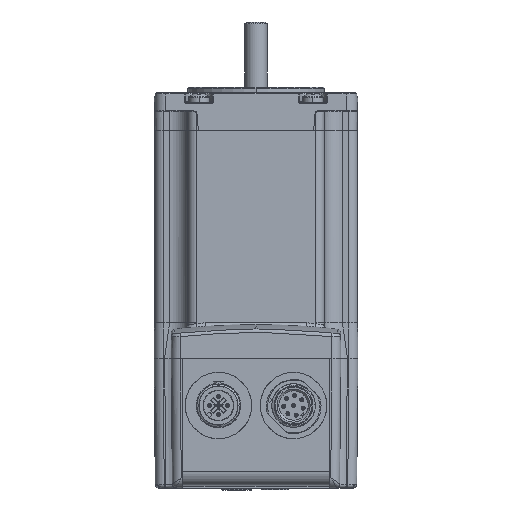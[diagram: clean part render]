
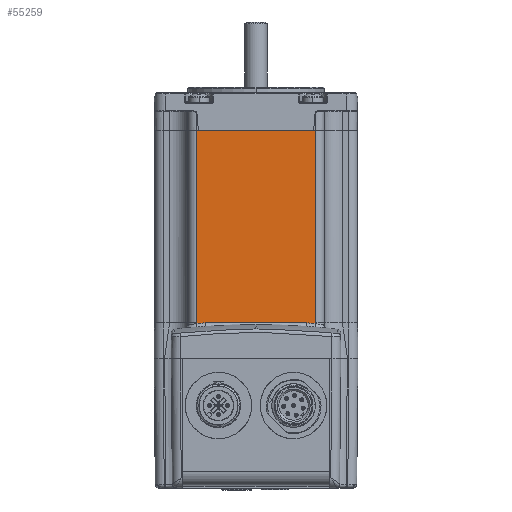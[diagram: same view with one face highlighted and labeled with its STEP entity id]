
A CAD part, left-side view. The second image highlights one B-rep face of the part: STEP entity #55259.
In plain terms, the highlighted planar face has unit normal (-1, 0, 0).
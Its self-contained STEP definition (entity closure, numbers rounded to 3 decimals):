
#243 = DIRECTION ( 'NONE',  ( 1., 0., 0. ) ) ;
#656 = DIRECTION ( 'NONE',  ( 0., 0., -1. ) ) ;
#736 = EDGE_CURVE ( 'NONE', #15914, #66004, #64780, .T. ) ;
#1490 = DIRECTION ( 'NONE',  ( 0., -1., 0. ) ) ;
#3063 = EDGE_LOOP ( 'NONE', ( #25877, #66398, #61806, #69434, #65784, #13375, #12625, #51164, #30415, #41144, #47340, #40479 ) ) ;
#4545 = LINE ( 'NONE', #27071, #50248 ) ;
#4640 = LINE ( 'NONE', #60516, #13678 ) ;
#6050 = LINE ( 'NONE', #63020, #8923 ) ;
#7002 = EDGE_CURVE ( 'NONE', #73212, #66042, #4640, .T. ) ;
#8772 = VECTOR ( 'NONE', #34863, 1000. ) ;
#8923 = VECTOR ( 'NONE', #52688, 1000. ) ;
#9597 = VECTOR ( 'NONE', #1490, 1000. ) ;
#9611 = CARTESIAN_POINT ( 'NONE',  ( -28.2, 0., -243. ) ) ;
#10533 = CARTESIAN_POINT ( 'NONE',  ( -28.2, 14.133, -43. ) ) ;
#11202 = EDGE_CURVE ( 'NONE', #25048, #55511, #33843, .T. ) ;
#11549 = CARTESIAN_POINT ( 'NONE',  ( -28.2, 16.475, -43. ) ) ;
#12311 = LINE ( 'NONE', #67865, #8772 ) ;
#12625 = ORIENTED_EDGE ( 'NONE', *, *, #7002, .T. ) ;
#13234 = VECTOR ( 'NONE', #41718, 1000. ) ;
#13375 = ORIENTED_EDGE ( 'NONE', *, *, #54821, .F. ) ;
#13678 = VECTOR ( 'NONE', #55363, 1000. ) ;
#13922 = VERTEX_POINT ( 'NONE', #61261 ) ;
#14294 = CARTESIAN_POINT ( 'NONE',  ( -28.2, -16.475, -43. ) ) ;
#15914 = VERTEX_POINT ( 'NONE', #29565 ) ;
#18834 = LINE ( 'NONE', #47039, #68526 ) ;
#18983 = EDGE_CURVE ( 'NONE', #58067, #28225, #69645, .T. ) ;
#20504 = CARTESIAN_POINT ( 'NONE',  ( -28.2, 16.501, -43.181 ) ) ;
#21144 = CARTESIAN_POINT ( 'NONE',  ( -28.2, -16.019, 10.5 ) ) ;
#24861 = CARTESIAN_POINT ( 'NONE',  ( -28.2, 16.5, 10.5 ) ) ;
#25048 = VERTEX_POINT ( 'NONE', #47156 ) ;
#25877 = ORIENTED_EDGE ( 'NONE', *, *, #11202, .T. ) ;
#27071 = CARTESIAN_POINT ( 'NONE',  ( -28.2, 16.225, -41.22 ) ) ;
#27673 = FACE_OUTER_BOUND ( 'NONE', #3063, .T. ) ;
#28225 = VERTEX_POINT ( 'NONE', #10533 ) ;
#28743 = EDGE_CURVE ( 'NONE', #66004, #70456, #49912, .T. ) ;
#29565 = CARTESIAN_POINT ( 'NONE',  ( -28.2, 16.019, 10.5 ) ) ;
#30415 = ORIENTED_EDGE ( 'NONE', *, *, #46797, .T. ) ;
#31305 = LINE ( 'NONE', #48035, #13234 ) ;
#32230 = CARTESIAN_POINT ( 'NONE',  ( -28.2, 16.5, -43. ) ) ;
#33843 = LINE ( 'NONE', #56500, #55145 ) ;
#34863 = DIRECTION ( 'NONE',  ( 0., -1., 0. ) ) ;
#35849 = CARTESIAN_POINT ( 'NONE',  ( -28.2, 0., -243. ) ) ;
#38445 = VERTEX_POINT ( 'NONE', #11549 ) ;
#38839 = EDGE_CURVE ( 'NONE', #55511, #43116, #18834, .T. ) ;
#39862 = PLANE ( 'NONE',  #64515 ) ;
#40479 = ORIENTED_EDGE ( 'NONE', *, *, #54398, .T. ) ;
#41144 = ORIENTED_EDGE ( 'NONE', *, *, #18983, .T. ) ;
#41718 = DIRECTION ( 'NONE',  ( 0., 0., -1. ) ) ;
#42078 = EDGE_CURVE ( 'NONE', #28225, #13922, #70145, .T. ) ;
#43116 = VERTEX_POINT ( 'NONE', #54971 ) ;
#43985 = CARTESIAN_POINT ( 'NONE',  ( -28.2, -16.5, 10.5 ) ) ;
#44310 = AXIS2_PLACEMENT_3D ( 'NONE', #9611, #243, #54456 ) ;
#46797 = EDGE_CURVE ( 'NONE', #38445, #58067, #4545, .T. ) ;
#47039 = CARTESIAN_POINT ( 'NONE',  ( -28.2, -16.5, -43. ) ) ;
#47061 = CARTESIAN_POINT ( 'NONE',  ( -28.2, 28.2, 10.5 ) ) ;
#47156 = CARTESIAN_POINT ( 'NONE',  ( -28.2, -16.501, -43.181 ) ) ;
#47340 = ORIENTED_EDGE ( 'NONE', *, *, #42078, .T. ) ;
#47869 = CIRCLE ( 'NONE', #44310, 200.499 ) ;
#48035 = CARTESIAN_POINT ( 'NONE',  ( -28.2, -16.5, -11. ) ) ;
#49713 = DIRECTION ( 'NONE',  ( 0., 0.139, -0.99 ) ) ;
#49737 = VECTOR ( 'NONE', #65303, 1000. ) ;
#49912 = LINE ( 'NONE', #43985, #53708 ) ;
#50248 = VECTOR ( 'NONE', #49713, 1000. ) ;
#50646 = CARTESIAN_POINT ( 'NONE',  ( -28.2, 0., -43.5 ) ) ;
#50935 = DIRECTION ( 'NONE',  ( 0., 0.139, 0.99 ) ) ;
#51002 = DIRECTION ( 'NONE',  ( 1., 0., 0. ) ) ;
#51164 = ORIENTED_EDGE ( 'NONE', *, *, #54119, .T. ) ;
#52196 = DIRECTION ( 'NONE',  ( 0., -1., 0. ) ) ;
#52688 = DIRECTION ( 'NONE',  ( 0., -1., 0. ) ) ;
#53708 = VECTOR ( 'NONE', #72489, 1000. ) ;
#54119 = EDGE_CURVE ( 'NONE', #66042, #38445, #12311, .T. ) ;
#54315 = AXIS2_PLACEMENT_3D ( 'NONE', #35849, #69929, #70702 ) ;
#54398 = EDGE_CURVE ( 'NONE', #13922, #25048, #47869, .T. ) ;
#54456 = DIRECTION ( 'NONE',  ( 0., 0., -1. ) ) ;
#54821 = EDGE_CURVE ( 'NONE', #73212, #15914, #6050, .T. ) ;
#54971 = CARTESIAN_POINT ( 'NONE',  ( -28.2, -16.5, -43. ) ) ;
#55145 = VECTOR ( 'NONE', #50935, 1000. ) ;
#55259 = ADVANCED_FACE ( 'NONE', ( #27673 ), #39862, .F. ) ;
#55363 = DIRECTION ( 'NONE',  ( 0., 0., -1. ) ) ;
#55511 = VERTEX_POINT ( 'NONE', #14294 ) ;
#56500 = CARTESIAN_POINT ( 'NONE',  ( -28.2, -16.225, -41.22 ) ) ;
#58067 = VERTEX_POINT ( 'NONE', #20504 ) ;
#60516 = CARTESIAN_POINT ( 'NONE',  ( -28.2, 16.5, -11. ) ) ;
#61261 = CARTESIAN_POINT ( 'NONE',  ( -28.2, -14.133, -43. ) ) ;
#61806 = ORIENTED_EDGE ( 'NONE', *, *, #63126, .F. ) ;
#63020 = CARTESIAN_POINT ( 'NONE',  ( -28.2, -16.5, 10.5 ) ) ;
#63126 = EDGE_CURVE ( 'NONE', #70456, #43116, #31305, .T. ) ;
#64515 = AXIS2_PLACEMENT_3D ( 'NONE', #50646, #51002, #656 ) ;
#64780 = LINE ( 'NONE', #47061, #9597 ) ;
#64921 = CARTESIAN_POINT ( 'NONE',  ( -28.2, 0., -43. ) ) ;
#65303 = DIRECTION ( 'NONE',  ( 0., -1., 0. ) ) ;
#65784 = ORIENTED_EDGE ( 'NONE', *, *, #736, .F. ) ;
#66004 = VERTEX_POINT ( 'NONE', #21144 ) ;
#66042 = VERTEX_POINT ( 'NONE', #32230 ) ;
#66398 = ORIENTED_EDGE ( 'NONE', *, *, #38839, .T. ) ;
#67865 = CARTESIAN_POINT ( 'NONE',  ( -28.2, -16.5, -43. ) ) ;
#68526 = VECTOR ( 'NONE', #52196, 1000. ) ;
#69434 = ORIENTED_EDGE ( 'NONE', *, *, #28743, .F. ) ;
#69645 = CIRCLE ( 'NONE', #54315, 200.499 ) ;
#69929 = DIRECTION ( 'NONE',  ( 1., 0., 0. ) ) ;
#70145 = LINE ( 'NONE', #64921, #49737 ) ;
#70456 = VERTEX_POINT ( 'NONE', #70752 ) ;
#70702 = DIRECTION ( 'NONE',  ( 0., 0., -1. ) ) ;
#70752 = CARTESIAN_POINT ( 'NONE',  ( -28.2, -16.5, 10.5 ) ) ;
#72489 = DIRECTION ( 'NONE',  ( 0., -1., 0. ) ) ;
#73212 = VERTEX_POINT ( 'NONE', #24861 ) ;
